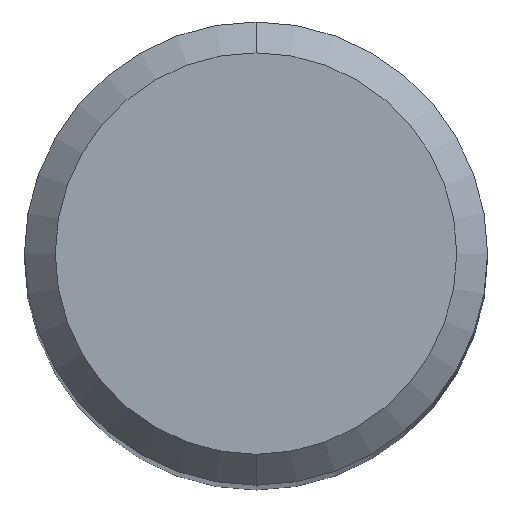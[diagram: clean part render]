
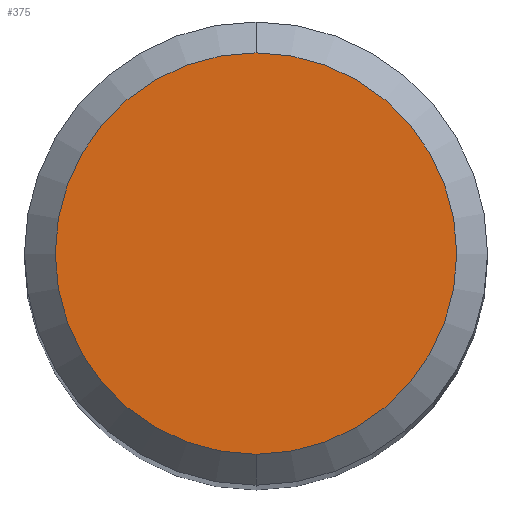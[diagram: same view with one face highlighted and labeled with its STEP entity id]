
A CAD part, top view. The second image highlights one B-rep face of the part: STEP entity #375.
In plain terms, the highlighted planar face has unit normal (0, 0, 1).
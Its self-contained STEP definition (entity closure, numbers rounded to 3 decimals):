
#293=VERTEX_POINT('',#613);
#371=EDGE_CURVE('',#293,#409,#698,.T.);
#375=ADVANCED_FACE('',(#702),#703,.T.);
#383=EDGE_CURVE('',#409,#293,#711,.T.);
#409=VERTEX_POINT('',#739);
#613=CARTESIAN_POINT('',(0.0,2.6,0.0));
#698=CIRCLE('',#1222,2.6);
#702=FACE_OUTER_BOUND('',#1227,.T.);
#703=PLANE('',#1228);
#711=CIRCLE('',#1268,2.6);
#739=CARTESIAN_POINT('',(0.,-2.6,0.0));
#1222=AXIS2_PLACEMENT_3D('',#1680,#1681,#1682);
#1227=EDGE_LOOP('',(#1687,#1688));
#1228=AXIS2_PLACEMENT_3D('',#1689,#1690,#1691);
#1268=AXIS2_PLACEMENT_3D('',#1694,#1695,#1696);
#1680=CARTESIAN_POINT('',(0.0,0.0,0.0));
#1681=DIRECTION('',(0.0,0.0,-1.0));
#1682=DIRECTION('',(0.0,1.0,0.0));
#1687=ORIENTED_EDGE('',*,*,#371,.F.);
#1688=ORIENTED_EDGE('',*,*,#383,.F.);
#1689=CARTESIAN_POINT('',(0.0,1.3,0.0));
#1690=DIRECTION('',(-0.0,0.0,1.0));
#1691=DIRECTION('',(0.0,-1.0,0.0));
#1694=CARTESIAN_POINT('',(0.0,0.0,0.0));
#1695=DIRECTION('',(0.0,0.0,-1.0));
#1696=DIRECTION('',(0.0,1.0,0.0));
